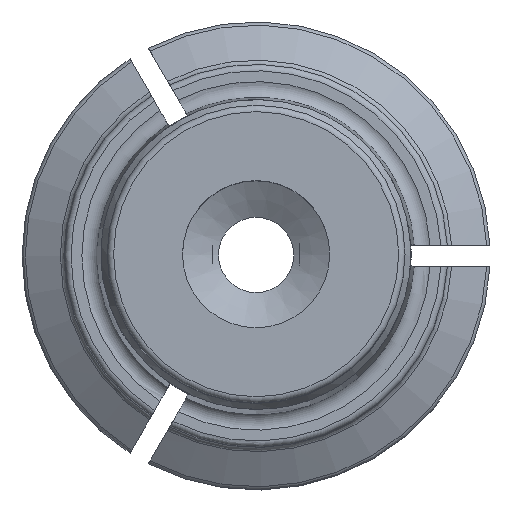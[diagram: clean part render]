
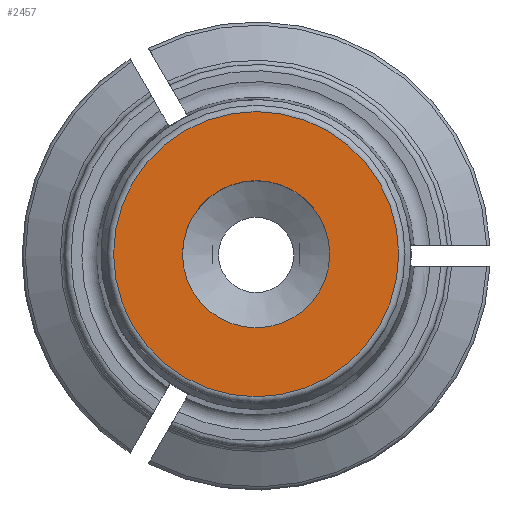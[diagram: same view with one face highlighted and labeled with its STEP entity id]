
A CAD part, top view. The second image highlights one B-rep face of the part: STEP entity #2457.
In plain terms, the highlighted planar face has unit normal (0, 0, 1).
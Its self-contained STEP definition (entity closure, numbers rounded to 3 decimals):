
#24=PLANE('',#2594);
#419=ORIENTED_EDGE('',*,*,#914,.T.);
#420=ORIENTED_EDGE('',*,*,#936,.T.);
#914=EDGE_CURVE('',#1173,#1173,#1322,.T.);
#936=EDGE_CURVE('',#1190,#1190,#1332,.T.);
#1173=VERTEX_POINT('',#3511);
#1190=VERTEX_POINT('',#3578);
#1322=CIRCLE('',#2577,6.7);
#1332=CIRCLE('',#2595,3.459);
#1445=EDGE_LOOP('',(#419));
#1446=EDGE_LOOP('',(#420));
#1572=FACE_BOUND('',#1445,.T.);
#1573=FACE_BOUND('',#1446,.T.);
#2457=ADVANCED_FACE('',(#1572,#1573),#24,.T.);
#2577=AXIS2_PLACEMENT_3D('',#3510,#2851,#2852);
#2594=AXIS2_PLACEMENT_3D('',#3576,#2891,#2892);
#2595=AXIS2_PLACEMENT_3D('',#3577,#2893,#2894);
#2851=DIRECTION('',(0.,0.,1.));
#2852=DIRECTION('',(1.,0.,0.));
#2891=DIRECTION('',(0.,0.,1.));
#2892=DIRECTION('',(1.,0.,0.));
#2893=DIRECTION('',(0.,0.,-1.));
#2894=DIRECTION('',(0.,-1.,0.));
#3510=CARTESIAN_POINT('',(0.,0.,50.5));
#3511=CARTESIAN_POINT('',(6.7,0.,50.5));
#3576=CARTESIAN_POINT('',(0.,0.,50.5));
#3577=CARTESIAN_POINT('',(0.,0.,50.5));
#3578=CARTESIAN_POINT('',(0.,-3.459,50.5));
